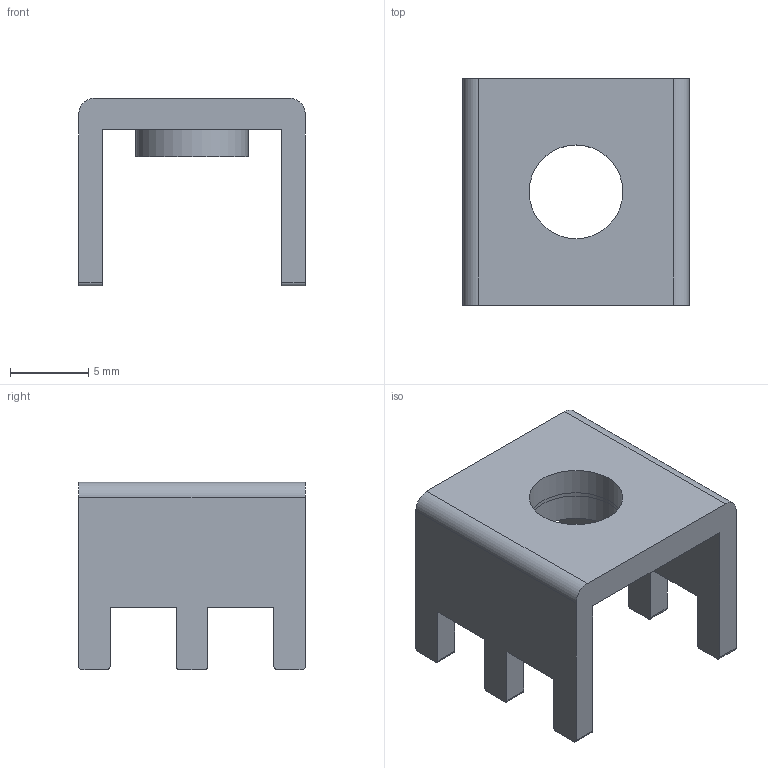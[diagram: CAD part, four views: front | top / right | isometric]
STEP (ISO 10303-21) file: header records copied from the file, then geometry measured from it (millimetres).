
FILE_DESCRIPTION(('FreeCAD Model'),'2;1');
FILE_NAME( 'POWTERM.step' ,'2020-11-12T15:27:51',('Author'),(''), 'Open CASCADE STEP processor 7.3','FreeCAD','Unknown');
FILE_SCHEMA(('AUTOMOTIVE_DESIGN { 1 0 10303 214 1 1 1 1 }'));
Length unit declared in the file: millimetre
Products named in the file (1): Fusion
Bounding box: 14.5 x 14.5 x 12 mm (x, y, z)
Volume: 712.3 mm3; surface area: 1127.2 mm2
Topology: 1 solids, 1 shells, 45 faces, 124 edges, 82 vertices
Faces by surface type: plane 27, cylinder 18
Full cylindrical faces by diameter (mm): 6 x3, 7.2 x1
Entity records: 3433 total; most frequent: CARTESIAN_POINT 608, DIRECTION 480, LINE 306, VECTOR 306, ORIENTED_EDGE 248, PCURVE 248, DEFINITIONAL_REPRESENTATION 248, EDGE_CURVE 124
